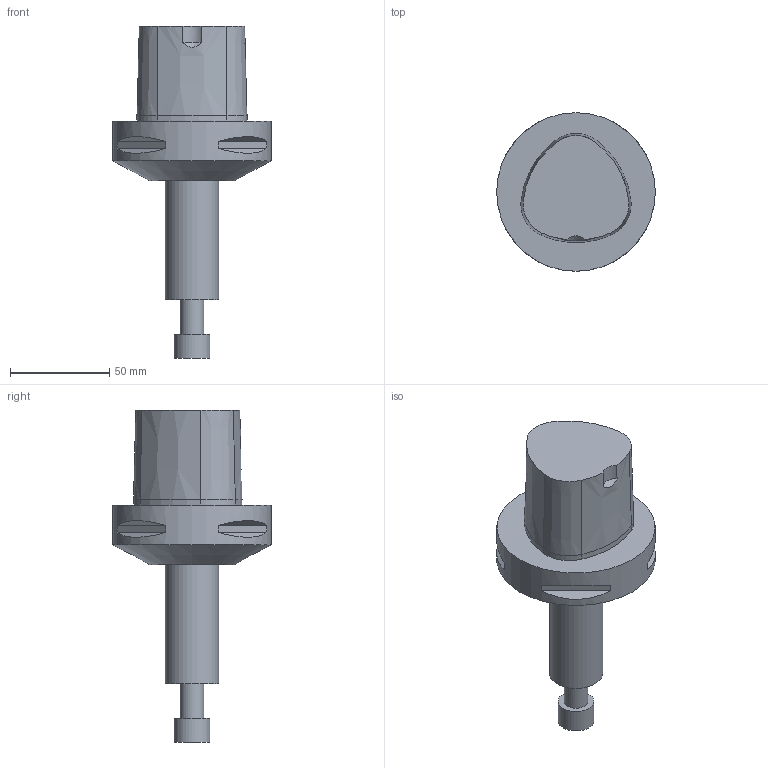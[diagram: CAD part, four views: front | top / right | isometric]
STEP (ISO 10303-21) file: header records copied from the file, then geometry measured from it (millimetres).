
FILE_DESCRIPTION(/* description */ ('3-D model version:1'),/* implementation_level */ '2;1');
FILE_NAME(/* name */ 'C8-391.10-27 030',/* time_stamp */ '2016-12-02T13:51:26',/* author */ ('InteractiveCad'),/* organization */ ('AB Sandvik Coromant'),/* preprocessor_version */ 'ST-DEVELOPER v11',/* originating_system */ 'SIEMENS UGS NX 6.0',/* authorization */ '');
FILE_SCHEMA(('AUTOMOTIVE_DESIGN'));
Length unit declared in the file: millimetre
Products named in the file (1): C8_391_10_27030_stp
Bounding box: 80 x 80 x 167.5 mm (x, y, z)
Volume: 276566.3 mm3; surface area: 30659.8 mm2
Topology: 1 solids, 1 shells, 37 faces, 74 edges, 47 vertices
Faces by surface type: plane 18, cylinder 11, cone 8
Full cylindrical faces by diameter (mm): 12 x1, 18 x1, 27 x1, 80 x1
Entity records: 1052 total; most frequent: DIRECTION 186, CARTESIAN_POINT 172, ORIENTED_EDGE 138, AXIS2_PLACEMENT_3D 79, EDGE_CURVE 69, EDGE_LOOP 50, VERTEX_POINT 47, ADVANCED_FACE 37
